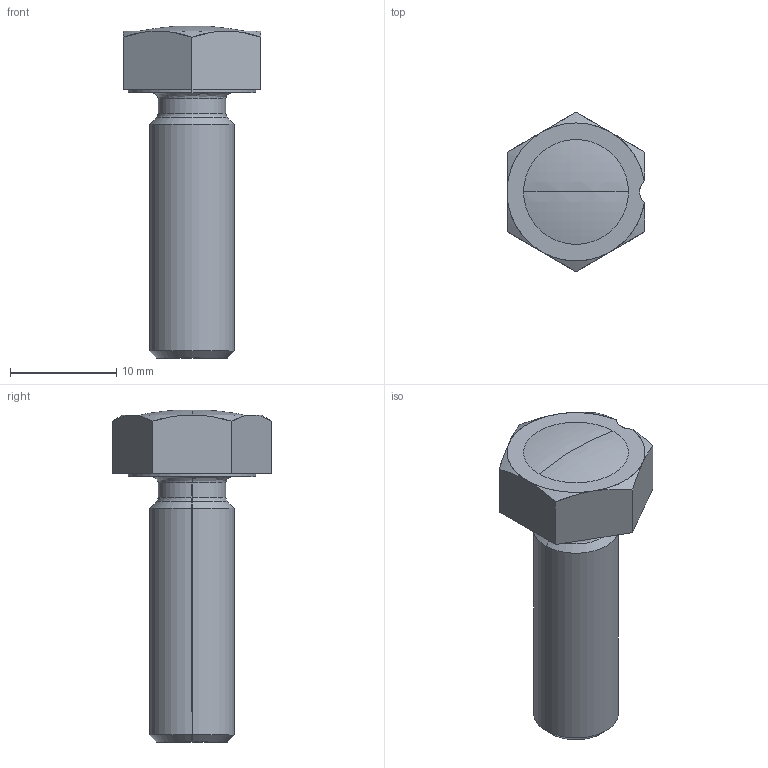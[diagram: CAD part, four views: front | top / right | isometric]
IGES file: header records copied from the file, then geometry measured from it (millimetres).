
Start section: SolidWorks IGES file using analytic representation for surfaces
Global section: file name: Z-RFC-P19.IGS; native system: SolidWorks 2017; preprocessor: SolidWorks 2017; author: Thiel; date: 171026.071649; units: millimetre
Bounding box: 13 x 15.01 x 31.28 mm (x, y, z)
Surface area: 1170.2 mm2 (no closed solid volume)
Topology: 0 solids, 0 shells, 34 faces, 428 edges, 427 vertices
Faces by surface type: revolution 19, bspline 15
